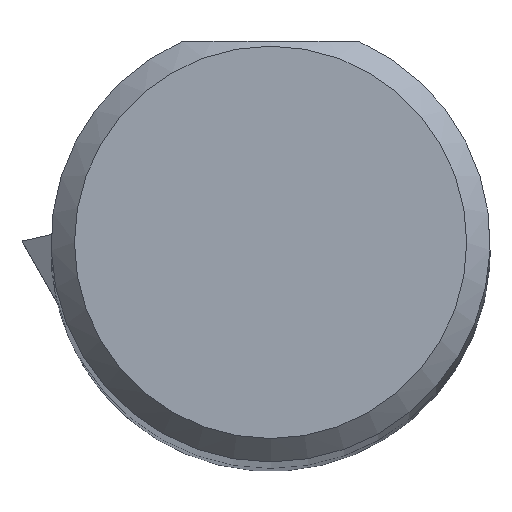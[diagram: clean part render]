
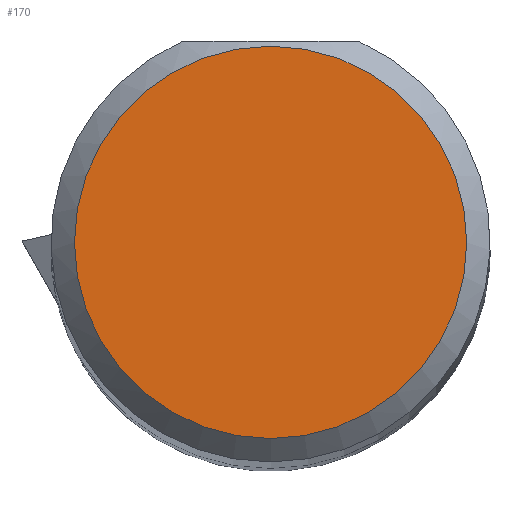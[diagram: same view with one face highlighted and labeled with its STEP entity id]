
A CAD part, top view. The second image highlights one B-rep face of the part: STEP entity #170.
In plain terms, the highlighted planar face has unit normal (0, 0, 1).
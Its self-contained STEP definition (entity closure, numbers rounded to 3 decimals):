
#170=ADVANCED_FACE('',(#219),#199,.T.);
#199=PLANE('',#559);
#219=FACE_OUTER_BOUND('',#247,.T.);
#247=EDGE_LOOP('',(#277));
#277=ORIENTED_EDGE('',*,*,#456,.F.);
#411=VERTEX_POINT('',#763);
#456=EDGE_CURVE('',#411,#411,#523,.T.);
#523=CIRCLE('',#558,2.225);
#558=AXIS2_PLACEMENT_3D('',#762,#615,#616);
#559=AXIS2_PLACEMENT_3D('',#764,#617,#618);
#615=DIRECTION('',(0.,0.,-1.));
#616=DIRECTION('',(0.,1.,0.));
#617=DIRECTION('',(0.,0.,1.));
#618=DIRECTION('',(0.,1.,0.));
#762=CARTESIAN_POINT('',(0.,0.,41.3));
#763=CARTESIAN_POINT('',(0.,2.225,41.3));
#764=CARTESIAN_POINT('',(0.,0.,41.3));
